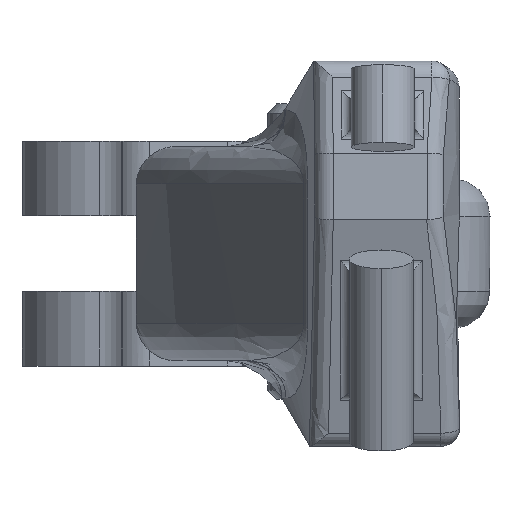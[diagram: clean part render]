
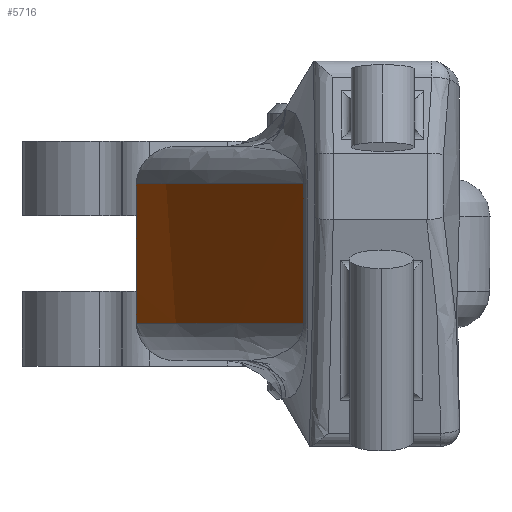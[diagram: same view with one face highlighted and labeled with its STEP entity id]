
A CAD part, left-side view. The second image highlights one B-rep face of the part: STEP entity #5716.
In plain terms, the highlighted free-form (B-spline) face has degree [3, 1] with [4, 2] control points.
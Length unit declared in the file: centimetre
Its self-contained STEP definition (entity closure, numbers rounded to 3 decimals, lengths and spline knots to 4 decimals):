
#154 = CARTESIAN_POINT ( 'NONE',  ( -4.1163, 2.6833, -1.3777 ) ) ;
#187 = CARTESIAN_POINT ( 'NONE',  ( -4.1164, 2.68, 2.3459 ) ) ;
#218 = CARTESIAN_POINT ( 'NONE',  ( -5.01, 2.3965, 2.3459 ) ) ;
#254 = CARTESIAN_POINT ( 'NONE',  ( -9.3259, 0.5931, 2.3459 ) ) ;
#267 = EDGE_CURVE ( 'NONE', #5614, #3007, #3575, .T. ) ;
#315 = CARTESIAN_POINT ( 'NONE',  ( -13.4966, -1.5392, -1.3777 ) ) ;
#329 = EDGE_CURVE ( 'NONE', #5614, #4020, #5703, .T. ) ;
#371 = LINE ( 'NONE', #5261, #2737 ) ;
#537 = CARTESIAN_POINT ( 'NONE',  ( -10.1777, 0.1744, 2.3459 ) ) ;
#599 = VERTEX_POINT ( 'NONE', #4336 ) ;
#669 = ORIENTED_EDGE ( 'NONE', *, *, #267, .T. ) ;
#1102 = DIRECTION ( 'NONE',  ( 0., 0., -1. ) ) ;
#1220 = CARTESIAN_POINT ( 'NONE',  ( -5.4516, 2.2417, 2.3459 ) ) ;
#1249 = CARTESIAN_POINT ( 'NONE',  ( -3.2131, 2.9315, -1.3777 ) ) ;
#1471 = CARTESIAN_POINT ( 'NONE',  ( -13.4966, -1.5392, 2.3459 ) ) ;
#1512 = EDGE_CURVE ( 'NONE', #3848, #599, #1842, .T. ) ;
#1542 = ORIENTED_EDGE ( 'NONE', *, *, #5125, .T. ) ;
#1797 = EDGE_CURVE ( 'NONE', #599, #5430, #2109, .T. ) ;
#1842 = LINE ( 'NONE', #3372, #5763 ) ;
#1865 = EDGE_CURVE ( 'NONE', #3007, #3848, #5899, .T. ) ;
#1984 = ORIENTED_EDGE ( 'NONE', *, *, #1512, .T. ) ;
#2075 = VECTOR ( 'NONE', #1102, 100. ) ;
#2109 = B_SPLINE_CURVE_WITH_KNOTS ( 'NONE', 3,
 ( #5722, #4177, #3693, #3724, #254, #5069, #6212, #1220, #218, #3106, #187, #6147, #5691, #3174 ),
 .UNSPECIFIED., .F., .F.,
 ( 4, 2, 2, 2, 2, 2, 4 ),
 ( 0.002, 0.0301, 0.0582, 0.0863, 0.1004, 0.1074, 0.1144 ),
 .UNSPECIFIED. ) ;
#2187 = CARTESIAN_POINT ( 'NONE',  ( -3.6669, 2.8143, -1.3777 ) ) ;
#2284 = CARTESIAN_POINT ( 'NONE',  ( -12.6644, -1.1095, -1.3777 ) ) ;
#2624 = CARTESIAN_POINT ( 'NONE',  ( -3.2131, 2.9315, -3.0059 ) ) ;
#2680 = CARTESIAN_POINT ( 'NONE',  ( -5.0077, 2.3973, -1.3777 ) ) ;
#2737 = VECTOR ( 'NONE', #4795, 100. ) ;
#2942 = CARTESIAN_POINT ( 'NONE',  ( -6.8536, 1.9909, -1.3777 ) ) ;
#3007 = VERTEX_POINT ( 'NONE', #5364 ) ;
#3106 = CARTESIAN_POINT ( 'NONE',  ( -4.3407, 2.6113, 2.3459 ) ) ;
#3137 = CARTESIAN_POINT ( 'NONE',  ( -5.4497, 2.2424, -1.3777 ) ) ;
#3174 = CARTESIAN_POINT ( 'NONE',  ( -3.2131, 2.9315, 2.3459 ) ) ;
#3236 = CARTESIAN_POINT ( 'NONE',  ( -10.1659, 0.1762, -1.3777 ) ) ;
#3372 = CARTESIAN_POINT ( 'NONE',  ( -13.4966, -1.5392, -1.3777 ) ) ;
#3458 = CARTESIAN_POINT ( 'NONE',  ( -3.2131, 2.9315, 2.3459 ) ) ;
#3492 = CARTESIAN_POINT ( 'NONE',  ( -6.8536, 1.9909, 2.3459 ) ) ;
#3575 = LINE ( 'NONE', #2624, #2075 ) ;
#3693 = CARTESIAN_POINT ( 'NONE',  ( -11.8343, -0.6747, 2.3459 ) ) ;
#3724 = CARTESIAN_POINT ( 'NONE',  ( -10.1651, 0.1766, 2.3459 ) ) ;
#3848 = VERTEX_POINT ( 'NONE', #6322 ) ;
#3874 = ORIENTED_EDGE ( 'NONE', *, *, #329, .F. ) ;
#4020 = VERTEX_POINT ( 'NONE', #5764 ) ;
#4177 = CARTESIAN_POINT ( 'NONE',  ( -12.6642, -1.1094, 2.3459 ) ) ;
#4210 = CARTESIAN_POINT ( 'NONE',  ( -6.7653, 1.7475, -1.3777 ) ) ;
#4336 = CARTESIAN_POINT ( 'NONE',  ( -13.4966, -1.5392, 2.3459 ) ) ;
#4440 = B_SPLINE_SURFACE_WITH_KNOTS ( 'NONE', 3, 1, ( 
 ( #5395, #1471 ),
 ( #4520, #537 ),
 ( #2942, #3492 ),
 ( #4548, #3458 ) ),
 .UNSPECIFIED., .F., .F., .F.,
 ( 4, 4 ),
 ( 2, 2 ),
 ( 0.0176, 1. ),
 ( 0., 1. ),
 .UNSPECIFIED. ) ;
#4520 = CARTESIAN_POINT ( 'NONE',  ( -10.1777, 0.1744, -1.3777 ) ) ;
#4548 = CARTESIAN_POINT ( 'NONE',  ( -3.2131, 2.9315, -1.3777 ) ) ;
#4566 = CARTESIAN_POINT ( 'NONE',  ( -3.2131, 2.9315, 2.3459 ) ) ;
#4706 = EDGE_LOOP ( 'NONE', ( #6103, #1984, #6020, #1542, #3874, #669 ) ) ;
#4795 = DIRECTION ( 'NONE',  ( 0., 0., -1. ) ) ;
#5069 = CARTESIAN_POINT ( 'NONE',  ( -7.6249, 1.379, 2.3459 ) ) ;
#5102 = CARTESIAN_POINT ( 'NONE',  ( -7.6259, 1.3786, -1.3777 ) ) ;
#5125 = EDGE_CURVE ( 'NONE', #5430, #4020, #371, .T. ) ;
#5182 = VECTOR ( 'NONE', #5183, 100. ) ;
#5183 = DIRECTION ( 'NONE',  ( 0., 0., 1. ) ) ;
#5205 = CARTESIAN_POINT ( 'NONE',  ( -11.8346, -0.6748, -1.3777 ) ) ;
#5261 = CARTESIAN_POINT ( 'NONE',  ( -3.2131, 2.9315, -3.0059 ) ) ;
#5343 = DIRECTION ( 'NONE',  ( 0., 0., 1. ) ) ;
#5364 = CARTESIAN_POINT ( 'NONE',  ( -3.2131, 2.9315, -1.3777 ) ) ;
#5395 = CARTESIAN_POINT ( 'NONE',  ( -13.4966, -1.5392, -1.3777 ) ) ;
#5430 = VERTEX_POINT ( 'NONE', #4566 ) ;
#5614 = VERTEX_POINT ( 'NONE', #5789 ) ;
#5691 = CARTESIAN_POINT ( 'NONE',  ( -3.4401, 2.8729, 2.3459 ) ) ;
#5703 = LINE ( 'NONE', #5734, #5182 ) ;
#5716 = ADVANCED_FACE ( 'NONE', ( #5952 ), #4440, .F. ) ;
#5722 = CARTESIAN_POINT ( 'NONE',  ( -13.4966, -1.5392, 2.3459 ) ) ;
#5734 = CARTESIAN_POINT ( 'NONE',  ( -3.2131, 2.9315, -3.3541 ) ) ;
#5763 = VECTOR ( 'NONE', #5343, 100. ) ;
#5764 = CARTESIAN_POINT ( 'NONE',  ( -3.2131, 2.9315, 1.4941 ) ) ;
#5789 = CARTESIAN_POINT ( 'NONE',  ( -3.2131, 2.9315, -0.5259 ) ) ;
#5899 = B_SPLINE_CURVE_WITH_KNOTS ( 'NONE', 3,
 ( #1249, #2187, #154, #2680, #3137, #4210, #5102, #6182, #3236, #5205, #2284, #315 ),
 .UNSPECIFIED., .F., .F.,
 ( 4, 2, 2, 2, 2, 4 ),
 ( 0., 0.014, 0.0281, 0.0562, 0.0842, 0.1123 ),
 .UNSPECIFIED. ) ;
#5952 = FACE_OUTER_BOUND ( 'NONE', #4706, .T. ) ;
#6020 = ORIENTED_EDGE ( 'NONE', *, *, #1797, .T. ) ;
#6103 = ORIENTED_EDGE ( 'NONE', *, *, #1865, .T. ) ;
#6147 = CARTESIAN_POINT ( 'NONE',  ( -3.6661, 2.8107, 2.3459 ) ) ;
#6182 = CARTESIAN_POINT ( 'NONE',  ( -9.3269, 0.5926, -1.3777 ) ) ;
#6212 = CARTESIAN_POINT ( 'NONE',  ( -6.7649, 1.7476, 2.3459 ) ) ;
#6322 = CARTESIAN_POINT ( 'NONE',  ( -13.4966, -1.5392, -1.3777 ) ) ;
